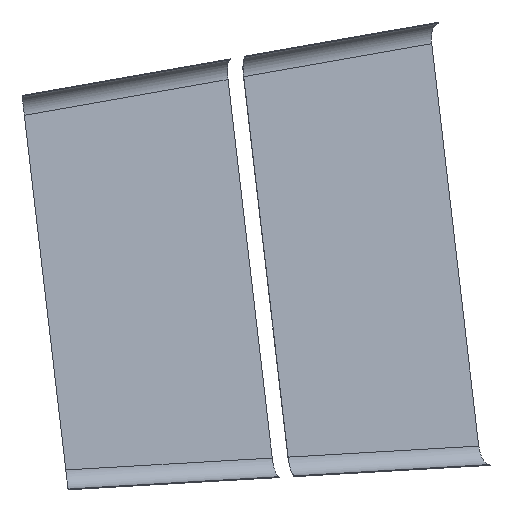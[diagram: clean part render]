
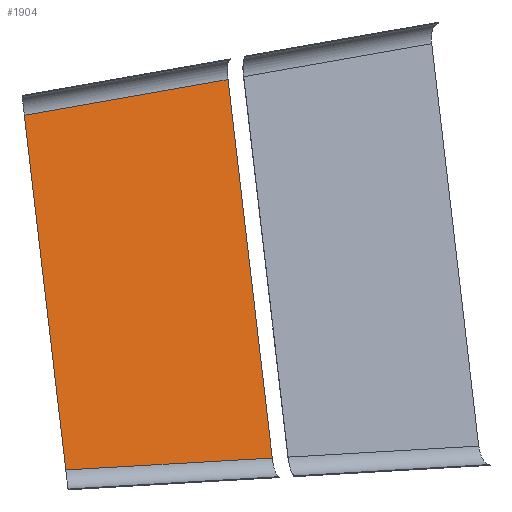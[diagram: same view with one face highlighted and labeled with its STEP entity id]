
A CAD part, top view. The second image highlights one B-rep face of the part: STEP entity #1904.
In plain terms, the highlighted planar face has unit normal (0.229, 0.027, 0.973).
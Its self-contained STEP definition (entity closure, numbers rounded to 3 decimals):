
#1059 = PLANE('',#1060);
#1060 = AXIS2_PLACEMENT_3D('',#1061,#1062,#1063);
#1061 = CARTESIAN_POINT('',(8988.432,1046.156,
    5162.949));
#1062 = DIRECTION('',(-0.967,-0.113,0.23));
#1063 = DIRECTION('',(-0.232,0.,-0.973));
#1114 = PLANE('',#1115);
#1115 = AXIS2_PLACEMENT_3D('',#1116,#1117,#1118);
#1116 = CARTESIAN_POINT('',(8477.034,990.823,0.));
#1117 = DIRECTION('',(0.993,0.116,0.));
#1118 = DIRECTION('',(0.,0.,-1.));
#1265 = VERTEX_POINT('',#1266);
#1266 = CARTESIAN_POINT('',(9040.145,577.164,
    5149.927));
#1281 = CYLINDRICAL_SURFACE('',#1282,48.);
#1282 = AXIS2_PLACEMENT_3D('',#1283,#1284,#1285);
#1283 = CARTESIAN_POINT('',(9564.665,608.358,
    5075.051));
#1284 = DIRECTION('',(-0.972,-0.057,0.23)
  );
#1285 = DIRECTION('',(-0.229,-0.027,
    -0.973));
#1299 = EDGE_CURVE('',#1300,#1265,#1302,.T.);
#1300 = VERTEX_POINT('',#1301);
#1301 = CARTESIAN_POINT('',(8930.594,1514.432,
    5149.927));
#1302 = SURFACE_CURVE('',#1303,(#1307,#1313),.PCURVE_S1.);
#1303 = LINE('',#1304,#1305);
#1304 = CARTESIAN_POINT('',(8985.113,1047.988,
    5149.927));
#1305 = VECTOR('',#1306,1.);
#1306 = DIRECTION('',(0.116,-0.993,0.)
  );
#1307 = PCURVE('',#1059,#1308);
#1308 = DEFINITIONAL_REPRESENTATION('',(#1309),#1312);
#1309 = B_SPLINE_CURVE_WITH_KNOTS('',1,(#1310,#1311),.UNSPECIFIED.,.F.,
  .F.,(2,2),(-656.07,610.328),.PIECEWISE_BEZIER_KNOTS.);
#1310 = CARTESIAN_POINT('',(31.097,-657.676));
#1311 = CARTESIAN_POINT('',(-2.994,608.262));
#1312 = ( GEOMETRIC_REPRESENTATION_CONTEXT(2) 
PARAMETRIC_REPRESENTATION_CONTEXT() REPRESENTATION_CONTEXT('2D SPACE',''
  ) );
#1313 = PCURVE('',#1314,#1319);
#1314 = PLANE('',#1315);
#1315 = AXIS2_PLACEMENT_3D('',#1316,#1317,#1318);
#1316 = CARTESIAN_POINT('',(1623.694,189.782,
    6904.629));
#1317 = DIRECTION('',(0.229,0.027,0.973)
  );
#1318 = DIRECTION('',(0.973,0.,-0.229)
  );
#1319 = DEFINITIONAL_REPRESENTATION('',(#1320),#1323);
#1320 = B_SPLINE_CURVE_WITH_KNOTS('',1,(#1321,#1322),.UNSPECIFIED.,.F.,
  .F.,(2,2),(-656.07,610.328),.PIECEWISE_BEZIER_KNOTS.);
#1321 = CARTESIAN_POINT('',(7493.483,1510.38));
#1322 = CARTESIAN_POINT('',(7636.598,252.095));
#1323 = ( GEOMETRIC_REPRESENTATION_CONTEXT(2) 
PARAMETRIC_REPRESENTATION_CONTEXT() REPRESENTATION_CONTEXT('2D SPACE',''
  ) );
#1342 = CYLINDRICAL_SURFACE('',#1343,48.);
#1343 = AXIS2_PLACEMENT_3D('',#1344,#1345,#1346);
#1344 = CARTESIAN_POINT('',(8440.346,1427.335,
    5316.935));
#1345 = DIRECTION('',(0.958,0.169,-0.23));
#1346 = DIRECTION('',(-0.229,-0.027,
    -0.973));
#1671 = VERTEX_POINT('',#1672);
#1672 = CARTESIAN_POINT('',(8426.228,1425.499,
    5270.979));
#1702 = EDGE_CURVE('',#1703,#1671,#1705,.T.);
#1703 = VERTEX_POINT('',#1704);
#1704 = CARTESIAN_POINT('',(8528.864,547.386,
    5270.979));
#1705 = SURFACE_CURVE('',#1706,(#1710,#1716),.PCURVE_S1.);
#1706 = LINE('',#1707,#1708);
#1707 = CARTESIAN_POINT('',(8477.034,990.823,
    5270.979));
#1708 = VECTOR('',#1709,1.);
#1709 = DIRECTION('',(-0.116,0.993,0.)
  );
#1710 = PCURVE('',#1114,#1711);
#1711 = DEFINITIONAL_REPRESENTATION('',(#1712),#1715);
#1712 = B_SPLINE_CURVE_WITH_KNOTS('',1,(#1713,#1714),.UNSPECIFIED.,.F.,
  .F.,(2,2),(-12000000.,12000000.),
  .PIECEWISE_BEZIER_KNOTS.);
#1713 = CARTESIAN_POINT('',(-5270.458,-12000000.));
#1714 = CARTESIAN_POINT('',(-5271.5,12000000.));
#1715 = ( GEOMETRIC_REPRESENTATION_CONTEXT(2) 
PARAMETRIC_REPRESENTATION_CONTEXT() REPRESENTATION_CONTEXT('2D SPACE',''
  ) );
#1716 = PCURVE('',#1314,#1717);
#1717 = DEFINITIONAL_REPRESENTATION('',(#1718),#1721);
#1718 = B_SPLINE_CURVE_WITH_KNOTS('',1,(#1719,#1720),.UNSPECIFIED.,.F.,
  .F.,(2,2),(-12000000.,12000000.),
  .PIECEWISE_BEZIER_KNOTS.);
#1719 = CARTESIAN_POINT('',(1363167.74,-11922324.605));
#1720 = CARTESIAN_POINT('',(-1349077.087,11923927.26));
#1721 = ( GEOMETRIC_REPRESENTATION_CONTEXT(2) 
PARAMETRIC_REPRESENTATION_CONTEXT() REPRESENTATION_CONTEXT('2D SPACE',''
  ) );
#1884 = EDGE_CURVE('',#1671,#1300,#1885,.T.);
#1885 = SURFACE_CURVE('',#1886,(#1890,#1897),.PCURVE_S1.);
#1886 = LINE('',#1887,#1888);
#1887 = CARTESIAN_POINT('',(8429.362,1426.051,
    5270.226));
#1888 = VECTOR('',#1889,1.);
#1889 = DIRECTION('',(0.958,0.169,-0.23));
#1890 = PCURVE('',#1342,#1891);
#1891 = DEFINITIONAL_REPRESENTATION('',(#1892),#1896);
#1892 = LINE('',#1893,#1894);
#1893 = CARTESIAN_POINT('',(0.,0.));
#1894 = VECTOR('',#1895,1.);
#1895 = DIRECTION('',(0.,1.));
#1896 = ( GEOMETRIC_REPRESENTATION_CONTEXT(2) 
PARAMETRIC_REPRESENTATION_CONTEXT() REPRESENTATION_CONTEXT('2D SPACE',''
  ) );
#1897 = PCURVE('',#1314,#1898);
#1898 = DEFINITIONAL_REPRESENTATION('',(#1899),#1903);
#1899 = LINE('',#1900,#1901);
#1900 = CARTESIAN_POINT('',(6999.093,1236.712));
#1901 = VECTOR('',#1902,1.);
#1902 = DIRECTION('',(0.986,0.169));
#1903 = ( GEOMETRIC_REPRESENTATION_CONTEXT(2) 
PARAMETRIC_REPRESENTATION_CONTEXT() REPRESENTATION_CONTEXT('2D SPACE',''
  ) );
#1904 = ADVANCED_FACE('',(#1905),#1314,.T.);
#1905 = FACE_BOUND('',#1906,.T.);
#1906 = EDGE_LOOP('',(#1907,#1928,#1929,#1930));
#1907 = ORIENTED_EDGE('',*,*,#1908,.F.);
#1908 = EDGE_CURVE('',#1265,#1703,#1909,.T.);
#1909 = SURFACE_CURVE('',#1910,(#1914,#1921),.PCURVE_S1.);
#1910 = LINE('',#1911,#1912);
#1911 = CARTESIAN_POINT('',(9553.681,607.074,
    5028.342));
#1912 = VECTOR('',#1913,1.);
#1913 = DIRECTION('',(-0.972,-0.057,0.23)
  );
#1914 = PCURVE('',#1314,#1915);
#1915 = DEFINITIONAL_REPRESENTATION('',(#1916),#1920);
#1916 = LINE('',#1917,#1918);
#1917 = CARTESIAN_POINT('',(8148.928,417.441));
#1918 = VECTOR('',#1919,1.);
#1919 = DIRECTION('',(-0.998,-0.057));
#1920 = ( GEOMETRIC_REPRESENTATION_CONTEXT(2) 
PARAMETRIC_REPRESENTATION_CONTEXT() REPRESENTATION_CONTEXT('2D SPACE',''
  ) );
#1921 = PCURVE('',#1281,#1922);
#1922 = DEFINITIONAL_REPRESENTATION('',(#1923),#1927);
#1923 = LINE('',#1924,#1925);
#1924 = CARTESIAN_POINT('',(0.,0.));
#1925 = VECTOR('',#1926,1.);
#1926 = DIRECTION('',(0.,1.));
#1927 = ( GEOMETRIC_REPRESENTATION_CONTEXT(2) 
PARAMETRIC_REPRESENTATION_CONTEXT() REPRESENTATION_CONTEXT('2D SPACE',''
  ) );
#1928 = ORIENTED_EDGE('',*,*,#1299,.F.);
#1929 = ORIENTED_EDGE('',*,*,#1884,.F.);
#1930 = ORIENTED_EDGE('',*,*,#1702,.F.);
